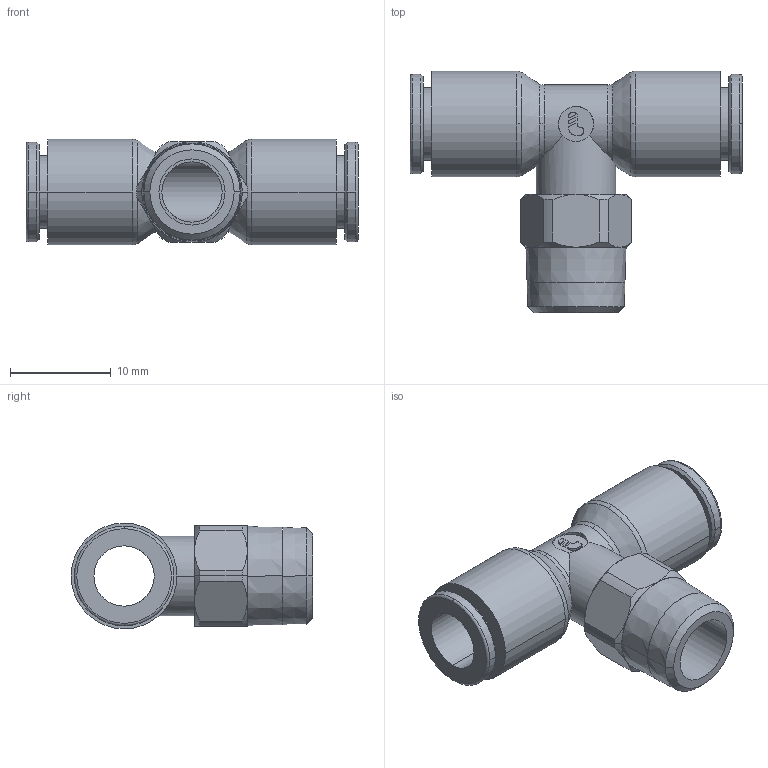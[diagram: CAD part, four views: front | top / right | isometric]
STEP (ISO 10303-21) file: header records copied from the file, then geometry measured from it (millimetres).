
FILE_DESCRIPTION(('STEP AP214'),'1');
FILE_NAME('3108_06_10.stp','2016-07-07T14:15:53',('TraceParts'),('TraceParts S.A.'),'Spatial InterOp 3D',' ',' ');
FILE_SCHEMA(('automotive_design'));
Length unit declared in the file: millimetre
Products named in the file (1): 1
Bounding box: 33 x 24 x 10.5 mm (x, y, z)
Volume: 2070 mm3; surface area: 2703.4 mm2
Topology: 1 solids, 1 shells, 121 faces, 301 edges, 193 vertices
Faces by surface type: cylinder 41, plane 36, cone 30, torus 14
Entity records: 3937 total; most frequent: CARTESIAN_POINT 990, DIRECTION 659, ORIENTED_EDGE 602, EDGE_CURVE 301, AXIS2_PLACEMENT_3D 277, VERTEX_POINT 193, CIRCLE 151, EDGE_LOOP 136
